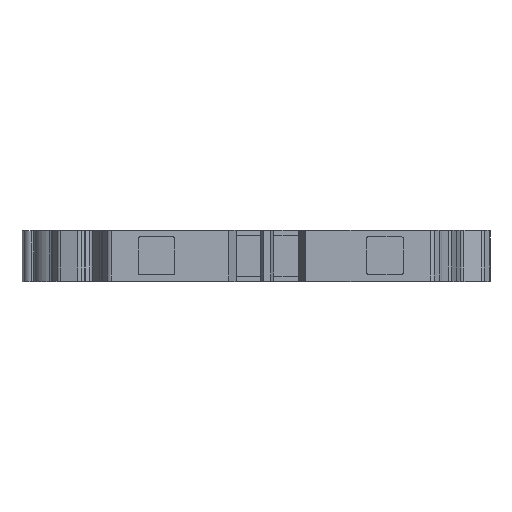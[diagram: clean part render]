
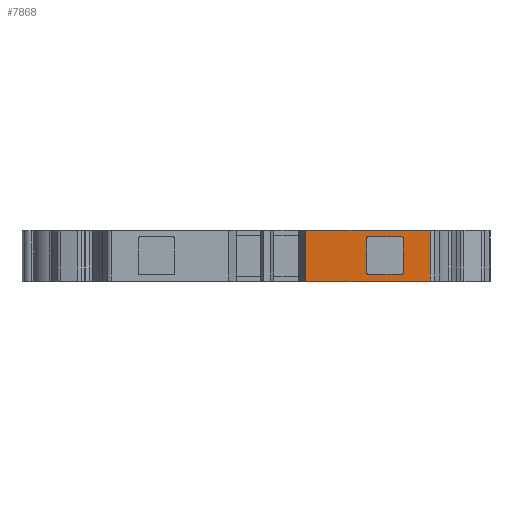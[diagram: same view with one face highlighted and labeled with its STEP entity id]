
A CAD part, top view. The second image highlights one B-rep face of the part: STEP entity #7868.
In plain terms, the highlighted planar face has unit normal (0, 0, 1).
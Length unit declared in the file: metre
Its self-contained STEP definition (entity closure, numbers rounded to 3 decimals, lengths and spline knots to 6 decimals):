
#17=FACE_BOUND('',#1039,.T.);
#90=CIRCLE('',#8306,0.0002);
#91=CIRCLE('',#8307,0.0002);
#92=CIRCLE('',#8308,0.0002);
#93=CIRCLE('',#8309,0.0002);
#628=FACE_OUTER_BOUND('',#1038,.T.);
#1038=EDGE_LOOP('',(#5048,#5049,#5050,#5051));
#1039=EDGE_LOOP('',(#5052,#5053,#5054,#5055,#5056,#5057,#5058,#5059));
#1489=LINE('',#11570,#2267);
#1490=LINE('',#11572,#2268);
#1491=LINE('',#11574,#2269);
#1492=LINE('',#11575,#2270);
#1493=LINE('',#11580,#2271);
#1494=LINE('',#11584,#2272);
#1495=LINE('',#11588,#2273);
#1496=LINE('',#11591,#2274);
#2267=VECTOR('',#9214,0.012183);
#2268=VECTOR('',#9215,0.005);
#2269=VECTOR('',#9216,0.012183);
#2270=VECTOR('',#9217,0.005);
#2271=VECTOR('',#9220,0.0033);
#2272=VECTOR('',#9223,0.0032);
#2273=VECTOR('',#9226,0.0033);
#2274=VECTOR('',#9229,0.0032);
#3046=VERTEX_POINT('',#11568);
#3047=VERTEX_POINT('',#11569);
#3048=VERTEX_POINT('',#11571);
#3049=VERTEX_POINT('',#11573);
#3050=VERTEX_POINT('',#11576);
#3051=VERTEX_POINT('',#11577);
#3052=VERTEX_POINT('',#11579);
#3053=VERTEX_POINT('',#11581);
#3054=VERTEX_POINT('',#11583);
#3055=VERTEX_POINT('',#11585);
#3056=VERTEX_POINT('',#11587);
#3057=VERTEX_POINT('',#11589);
#3833=EDGE_CURVE('',#3046,#3047,#1489,.T.);
#3834=EDGE_CURVE('',#3048,#3047,#1490,.T.);
#3835=EDGE_CURVE('',#3049,#3048,#1491,.T.);
#3836=EDGE_CURVE('',#3049,#3046,#1492,.T.);
#3837=EDGE_CURVE('',#3050,#3051,#90,.T.);
#3838=EDGE_CURVE('',#3051,#3052,#1493,.T.);
#3839=EDGE_CURVE('',#3052,#3053,#91,.T.);
#3840=EDGE_CURVE('',#3053,#3054,#1494,.T.);
#3841=EDGE_CURVE('',#3054,#3055,#92,.T.);
#3842=EDGE_CURVE('',#3055,#3056,#1495,.T.);
#3843=EDGE_CURVE('',#3056,#3057,#93,.T.);
#3844=EDGE_CURVE('',#3057,#3050,#1496,.T.);
#5048=ORIENTED_EDGE('',*,*,#3833,.T.);
#5049=ORIENTED_EDGE('',*,*,#3834,.F.);
#5050=ORIENTED_EDGE('',*,*,#3835,.F.);
#5051=ORIENTED_EDGE('',*,*,#3836,.T.);
#5052=ORIENTED_EDGE('',*,*,#3837,.T.);
#5053=ORIENTED_EDGE('',*,*,#3838,.T.);
#5054=ORIENTED_EDGE('',*,*,#3839,.T.);
#5055=ORIENTED_EDGE('',*,*,#3840,.T.);
#5056=ORIENTED_EDGE('',*,*,#3841,.T.);
#5057=ORIENTED_EDGE('',*,*,#3842,.T.);
#5058=ORIENTED_EDGE('',*,*,#3843,.T.);
#5059=ORIENTED_EDGE('',*,*,#3844,.T.);
#7221=PLANE('',#8305);
#7868=ADVANCED_FACE('',(#628,#17),#7221,.F.);
#8305=AXIS2_PLACEMENT_3D('',#11567,#9212,#9213);
#8306=AXIS2_PLACEMENT_3D('',#11578,#9218,#9219);
#8307=AXIS2_PLACEMENT_3D('',#11582,#9221,#9222);
#8308=AXIS2_PLACEMENT_3D('',#11586,#9224,#9225);
#8309=AXIS2_PLACEMENT_3D('',#11590,#9227,#9228);
#9212=DIRECTION('center_axis',(0.,0.,-1.));
#9213=DIRECTION('ref_axis',(-1.,0.,0.));
#9214=DIRECTION('',(1.,0.,0.));
#9215=DIRECTION('',(0.,-1.,0.));
#9216=DIRECTION('',(1.,0.,0.));
#9217=DIRECTION('',(0.,-1.,0.));
#9218=DIRECTION('center_axis',(0.,0.,-1.));
#9219=DIRECTION('ref_axis',(1.,0.,0.));
#9220=DIRECTION('',(0.,1.,0.));
#9221=DIRECTION('center_axis',(0.,0.,-1.));
#9222=DIRECTION('ref_axis',(1.,0.,0.));
#9223=DIRECTION('',(1.,0.,0.));
#9224=DIRECTION('center_axis',(0.,0.,-1.));
#9225=DIRECTION('ref_axis',(-1.,0.,0.));
#9226=DIRECTION('',(0.,-1.,0.));
#9227=DIRECTION('center_axis',(0.,0.,-1.));
#9228=DIRECTION('ref_axis',(1.,0.,0.));
#9229=DIRECTION('',(-1.,0.,0.));
#11567=CARTESIAN_POINT('Origin',(-0.0045,0.00495,0.035234));
#11568=CARTESIAN_POINT('',(-0.014054,0.,0.035234));
#11569=CARTESIAN_POINT('',(-0.001871,0.,0.035234));
#11570=CARTESIAN_POINT('',(-0.014054,0.,0.035234));
#11571=CARTESIAN_POINT('',(-0.001871,0.005,0.035234));
#11572=CARTESIAN_POINT('',(-0.001871,0.005,0.035234));
#11573=CARTESIAN_POINT('',(-0.014054,0.005,0.035234));
#11574=CARTESIAN_POINT('',(-0.014054,0.005,0.035234));
#11575=CARTESIAN_POINT('',(-0.014054,0.005,0.035234));
#11576=CARTESIAN_POINT('',(-0.0079,0.00065,0.035234));
#11577=CARTESIAN_POINT('',(-0.0081,0.00085,0.035234));
#11578=CARTESIAN_POINT('Origin',(-0.0079,0.00085,0.035234));
#11579=CARTESIAN_POINT('',(-0.0081,0.00415,0.035234));
#11580=CARTESIAN_POINT('',(-0.0081,0.00085,0.035234));
#11581=CARTESIAN_POINT('',(-0.0079,0.00435,0.035234));
#11582=CARTESIAN_POINT('Origin',(-0.0079,0.00415,0.035234));
#11583=CARTESIAN_POINT('',(-0.0047,0.00435,0.035234));
#11584=CARTESIAN_POINT('',(-0.0079,0.00435,0.035234));
#11585=CARTESIAN_POINT('',(-0.0045,0.00415,0.035234));
#11586=CARTESIAN_POINT('Origin',(-0.0047,0.00415,0.035234));
#11587=CARTESIAN_POINT('',(-0.0045,0.00085,0.035234));
#11588=CARTESIAN_POINT('',(-0.0045,0.00415,0.035234));
#11589=CARTESIAN_POINT('',(-0.0047,0.00065,0.035234));
#11590=CARTESIAN_POINT('Origin',(-0.0047,0.00085,0.035234));
#11591=CARTESIAN_POINT('',(-0.0047,0.00065,0.035234));
